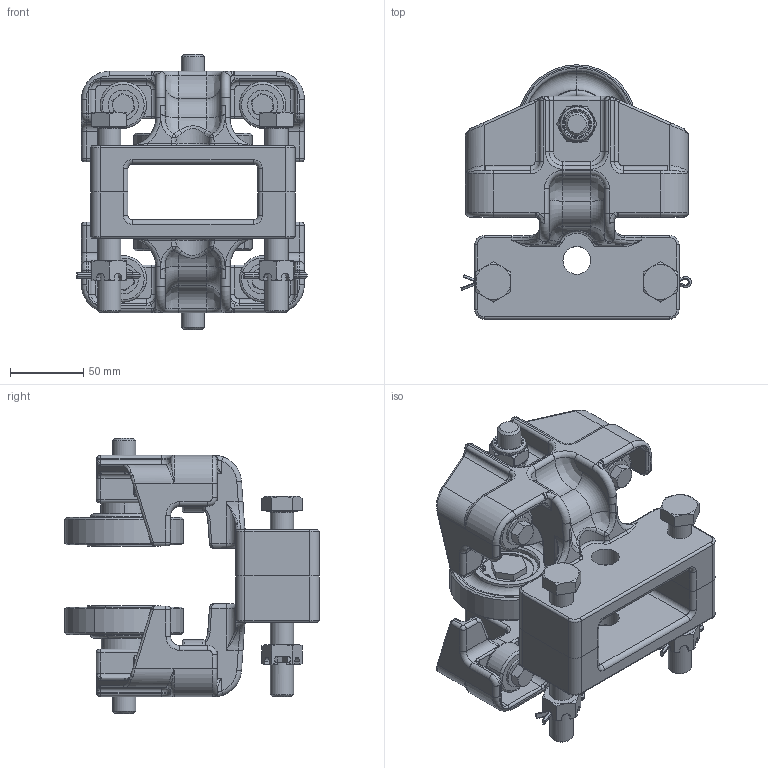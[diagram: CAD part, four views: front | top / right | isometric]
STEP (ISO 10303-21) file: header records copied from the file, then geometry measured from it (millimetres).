
FILE_DESCRIPTION((''),'2;1');
FILE_NAME('10189 MBC-500-3-325.stp','2011-03-30T13:01:53',('jholman'),(''),'Autodesk Inventor 2011','Autodesk Inventor 2011','');
FILE_SCHEMA(('AUTOMOTIVE_DESIGN { 1 0 10303 214 1 1 1 1 }'));
Length unit declared in the file: inch
Products named in the file (19): 10189.iam (LevelofDetail1); 3D11Q5B4D; 3D113HB4C; 3D1167B4C; 3D11A6B4A; 3D11W6B4B; 3D11K7B4B; 3D11Q6B4B; 3D1144G4A; 3D1134G4A; 3D112HB4B; 3D11X6B4A; 3D1153B4A; Hex Bolt - Inch 3/8-16 UNC - 2; Hex Nut - UNC (Regular Thread - Inch) 3/8 - 16; Hex Cap Screw - Inch 5/8-11 UNC - 5; Slotted Hex Nut - Inch 5/8 - 11; Pin - Cotter - Extended Prong Square Cut Type (Inch) ANSI B18.8.1 5/32 x 1 1/4 Extended Prong Square Cut Type
Assembly tree (35 placements, depth 3):
  10189.iam (LevelofDetail1)
    3D11Q5B4D  x2
    3D113HB4C
      3D1167B4C
      3D11A6B4A
      3D11W6B4B
      3D11K7B4B
      3D11Q6B4B
    3D1144G4A  x2
    3D1134G4A  x2
    3D1167B4C
    3D11K7B4B
    3D11W6B4B
    3D11A6B4A
    3D11Q6B4B
    3D112HB4B  x4
      3D11X6B4A
      3D1153B4A
      Hex Bolt - Inch 3/8-16 UNC - 2
    Hex Nut - UNC (Regular Thread - Inch) 3/8 - 16  x4
    Hex Cap Screw - Inch 5/8-11 UNC - 5
    Slotted Hex Nut - Inch 5/8 - 11  x2
    Pin - Cotter - Extended Prong Square Cut Type (Inch) ANSI B18.8.1 5/32 x 1 1/4 Extended Prong Square Cut Type  x2
    Hex Cap Screw - Inch 5/8-11 UNC - 5
Bounding box: 157.59 x 173.91 x 188.33 mm (x, y, z)
Volume: 1053030 mm3; surface area: 277897.3 mm2
Topology: 42 solids, 42 shells, 1991 faces, 4549 edges, 2564 vertices
Faces by surface type: cylinder 599, bspline 426, plane 416, torus 260, cone 182, sphere 108
Full cylindrical faces by diameter (mm): 4.366 x1, 7.798 x4, 9.525 x8, 9.855 x4, 13.386 x4, 14.275 x4, 14.351 x2, 15.862 x2, 15.875 x2, 16.272 x2, 16.612 x2, 16.669 x4, 16.98 x2, 17.374 x2, 19.05 x2, 21.431 x2, 23.114 x2, 25.4 x2, 40.005 x2
Entity records: 29768 total; most frequent: CARTESIAN_POINT 10233, DIRECTION 4018, ORIENTED_EDGE 3884, EDGE_CURVE 1942, AXIS2_PLACEMENT_3D 1711, VERTEX_POINT 1149, EDGE_LOOP 969, CIRCLE 906
